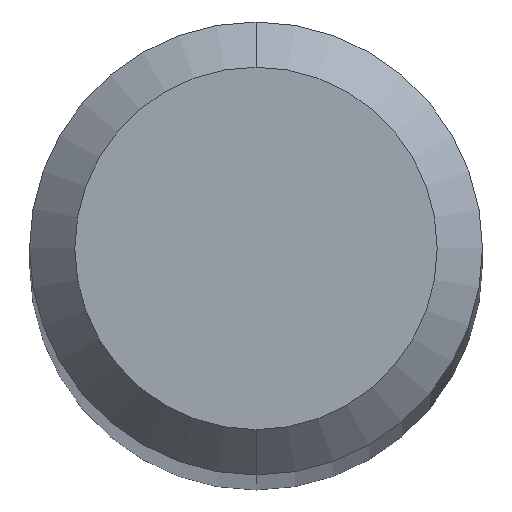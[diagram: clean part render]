
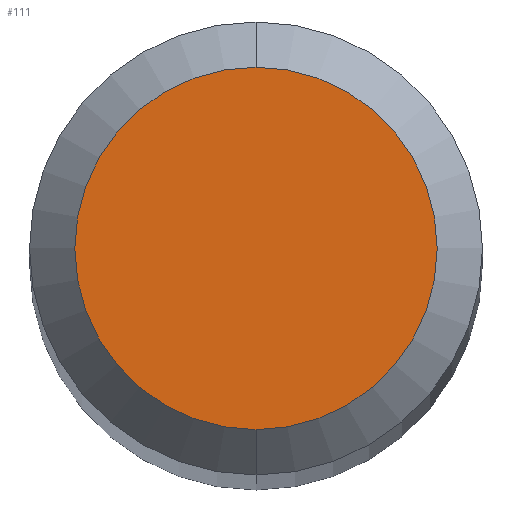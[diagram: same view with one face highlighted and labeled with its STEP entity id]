
A CAD part, top view. The second image highlights one B-rep face of the part: STEP entity #111.
In plain terms, the highlighted planar face has unit normal (0, 0, 1).
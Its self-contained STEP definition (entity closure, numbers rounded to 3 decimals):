
#1 = CARTESIAN_POINT ( 'NONE',  ( 0., 1.798, 0. ) ) ;
#33 = CARTESIAN_POINT ( 'NONE',  ( 0., 2.248, 0. ) ) ;
#35 = CIRCLE ( 'NONE', #53, 1.798 ) ;
#39 = CIRCLE ( 'NONE', #67, 1.798 ) ;
#44 = ORIENTED_EDGE ( 'NONE', *, *, #77, .T. ) ;
#46 = VERTEX_POINT ( 'NONE', #1 ) ;
#48 = DIRECTION ( 'NONE',  ( 0., 0., -1. ) ) ;
#53 = AXIS2_PLACEMENT_3D ( 'NONE', #90, #136, #172 ) ;
#54 = EDGE_LOOP ( 'NONE', ( #44, #105 ) ) ;
#67 = AXIS2_PLACEMENT_3D ( 'NONE', #174, #211, #113 ) ;
#77 = EDGE_CURVE ( 'NONE', #46, #190, #35, .T. ) ;
#84 = PLANE ( 'NONE',  #91 ) ;
#90 = CARTESIAN_POINT ( 'NONE',  ( 0., 0., 0. ) ) ;
#91 = AXIS2_PLACEMENT_3D ( 'NONE', #33, #48, #95 ) ;
#95 = DIRECTION ( 'NONE',  ( 0., 1., 0. ) ) ;
#105 = ORIENTED_EDGE ( 'NONE', *, *, #126, .T. ) ;
#109 = FACE_OUTER_BOUND ( 'NONE', #54, .T. ) ;
#111 = ADVANCED_FACE ( 'NONE', ( #109 ), #84, .F. ) ;
#113 = DIRECTION ( 'NONE',  ( 0., 1., 0. ) ) ;
#119 = CARTESIAN_POINT ( 'NONE',  ( 0., -1.798, 0. ) ) ;
#126 = EDGE_CURVE ( 'NONE', #190, #46, #39, .T. ) ;
#136 = DIRECTION ( 'NONE',  ( 0., 0., 1. ) ) ;
#172 = DIRECTION ( 'NONE',  ( 0., 1., 0. ) ) ;
#174 = CARTESIAN_POINT ( 'NONE',  ( 0., 0., 0. ) ) ;
#190 = VERTEX_POINT ( 'NONE', #119 ) ;
#211 = DIRECTION ( 'NONE',  ( 0., 0., 1. ) ) ;
